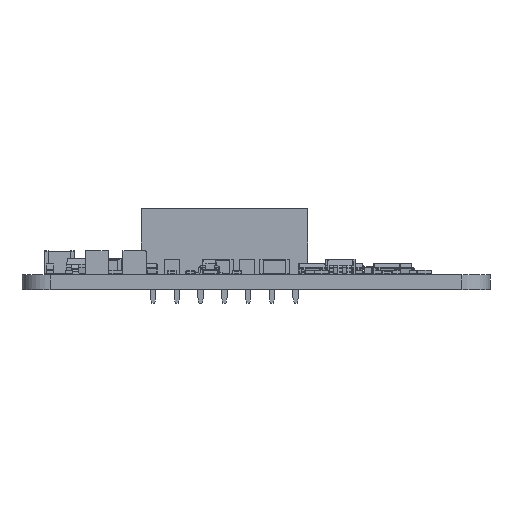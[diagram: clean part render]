
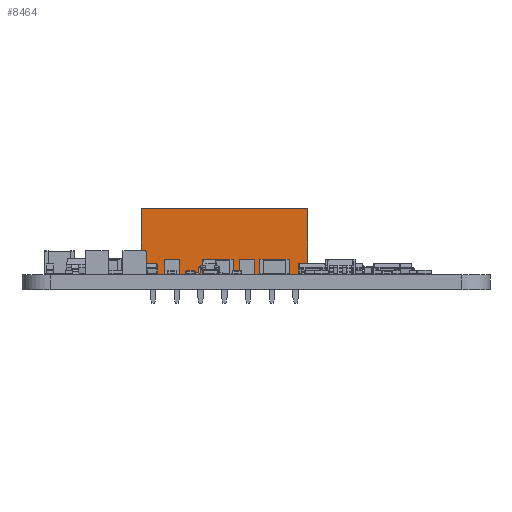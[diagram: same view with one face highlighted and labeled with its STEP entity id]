
A CAD part, left-side view. The second image highlights one B-rep face of the part: STEP entity #8464.
In plain terms, the highlighted planar face has unit normal (-1, 0, 0).
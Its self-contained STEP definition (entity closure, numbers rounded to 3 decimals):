
#7541 = VERTEX_POINT('',#7542);
#7542 = CARTESIAN_POINT('',(-1.27,-16.51,0.));
#7550 = EDGE_CURVE('',#7541,#7551,#7553,.T.);
#7551 = VERTEX_POINT('',#7552);
#7552 = CARTESIAN_POINT('',(-1.27,-16.51,7.));
#7553 = LINE('',#7554,#7555);
#7554 = CARTESIAN_POINT('',(-1.27,-16.51,0.));
#7555 = VECTOR('',#7556,1.);
#7556 = DIRECTION('',(0.,0.,1.));
#7613 = VERTEX_POINT('',#7614);
#7614 = CARTESIAN_POINT('',(-1.27,1.27,7.));
#7620 = EDGE_CURVE('',#7621,#7613,#7623,.T.);
#7621 = VERTEX_POINT('',#7622);
#7622 = CARTESIAN_POINT('',(-1.27,1.27,0.));
#7623 = LINE('',#7624,#7625);
#7624 = CARTESIAN_POINT('',(-1.27,1.27,0.));
#7625 = VECTOR('',#7626,1.);
#7626 = DIRECTION('',(0.,0.,1.));
#7685 = EDGE_CURVE('',#7613,#7551,#7686,.T.);
#7686 = LINE('',#7687,#7688);
#7687 = CARTESIAN_POINT('',(-1.27,1.27,7.));
#7688 = VECTOR('',#7689,1.);
#7689 = DIRECTION('',(0.,-1.,0.));
#7945 = EDGE_CURVE('',#7621,#7541,#7946,.T.);
#7946 = LINE('',#7947,#7948);
#7947 = CARTESIAN_POINT('',(-1.27,1.27,0.));
#7948 = VECTOR('',#7949,1.);
#7949 = DIRECTION('',(0.,-1.,0.));
#8464 = ADVANCED_FACE('',(#8465),#8471,.F.);
#8465 = FACE_BOUND('',#8466,.F.);
#8466 = EDGE_LOOP('',(#8467,#8468,#8469,#8470));
#8467 = ORIENTED_EDGE('',*,*,#7620,.T.);
#8468 = ORIENTED_EDGE('',*,*,#7685,.T.);
#8469 = ORIENTED_EDGE('',*,*,#7550,.F.);
#8470 = ORIENTED_EDGE('',*,*,#7945,.F.);
#8471 = PLANE('',#8472);
#8472 = AXIS2_PLACEMENT_3D('',#8473,#8474,#8475);
#8473 = CARTESIAN_POINT('',(-1.27,1.27,0.));
#8474 = DIRECTION('',(1.,0.,0.));
#8475 = DIRECTION('',(0.,-1.,0.));
